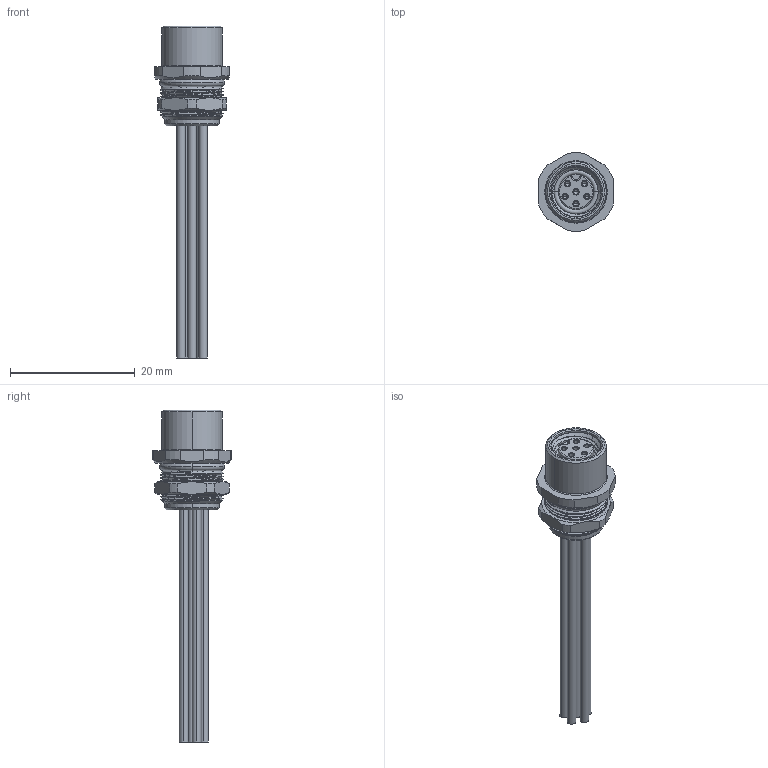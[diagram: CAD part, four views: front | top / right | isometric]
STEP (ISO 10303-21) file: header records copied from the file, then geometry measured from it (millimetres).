
FILE_DESCRIPTION((''),'2;1');
FILE_NAME('6P-K166','2025-09-17T',('gongchengVI'),(''),'PRO/ENGINEER BY PARAMETRIC TECHNOLOGY CORPORATION, 2010280','PRO/ENGINEER BY PARAMETRIC TECHNOLOGY CORPORATION, 2010280','');
FILE_SCHEMA(('CONFIG_CONTROL_DESIGN'));
Length unit declared in the file: millimetre
Products named in the file (1): 6P-K166
Bounding box: 12 x 12.6 x 53.2 mm (x, y, z)
Volume: 236.8 mm3; surface area: 3812.8 mm2
Topology: 1 solids, 18 shells, 579 faces, 1369 edges, 850 vertices
Faces by surface type: cylinder 231, plane 170, cone 127, torus 28, bspline 23
Entity records: 22367 total; most frequent: CARTESIAN_POINT 8980, DIRECTION 2896, ORIENTED_EDGE 2690, EDGE_CURVE 1345, AXIS2_PLACEMENT_3D 1177, VERTEX_POINT 850, EDGE_LOOP 659, CIRCLE 620
